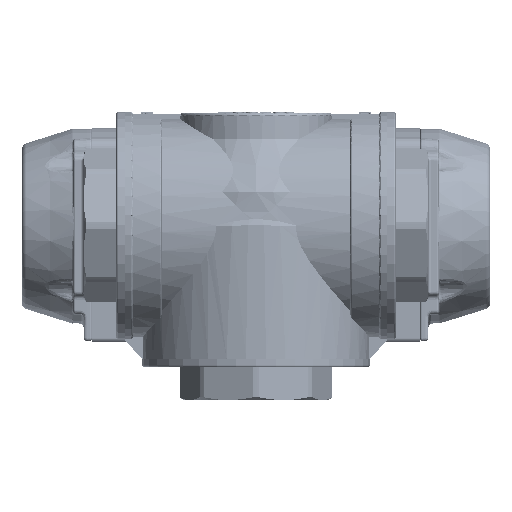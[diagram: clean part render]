
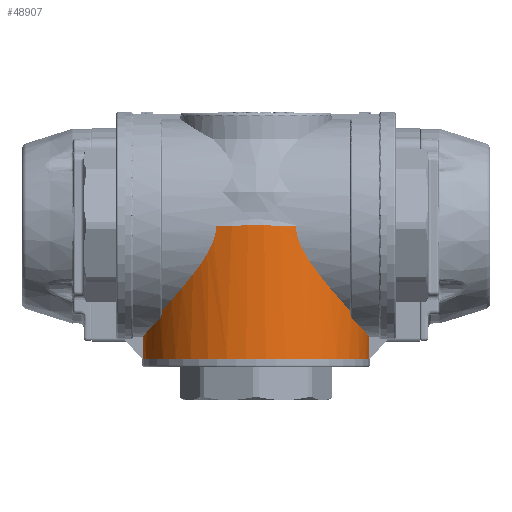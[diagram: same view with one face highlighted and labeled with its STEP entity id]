
A CAD part, top view. The second image highlights one B-rep face of the part: STEP entity #48907.
In plain terms, the highlighted cylindrical face has radius 55.5 mm (diameter 111 mm), a partial arc.
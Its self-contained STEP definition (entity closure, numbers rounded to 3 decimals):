
#3067=LINE('',#81245,#6117);
#3087=LINE('',#81389,#6137);
#3088=LINE('',#81417,#6138);
#3089=LINE('',#81434,#6139);
#6117=VECTOR('',#57254,1000.);
#6137=VECTOR('',#57296,1000.);
#6138=VECTOR('',#57299,1000.);
#6139=VECTOR('',#57300,1000.);
#9359=B_SPLINE_CURVE_WITH_KNOTS('',3,(#81374,#81375,#81376,#81377,#81378,
#81379,#81380),.UNSPECIFIED.,.F.,.F.,(4,1,1,1,4),(0.,
0.007,0.014,0.021,0.027),
 .UNSPECIFIED.);
#9360=B_SPLINE_CURVE_WITH_KNOTS('',3,(#81382,#81383,#81384,#81385,#81386,
#81387),.UNSPECIFIED.,.F.,.F.,(4,1,1,4),(0.,0.001,0.002,
0.003),.UNSPECIFIED.);
#9361=B_SPLINE_CURVE_WITH_KNOTS('',3,(#81391,#81392,#81393,#81394,#81395,
#81396,#81397,#81398,#81399,#81400),.UNSPECIFIED.,.F.,.F.,(4,1,1,1,1,1,
1,4),(0.,0.014,0.021,0.028,
0.035,0.041,0.048,0.055),
 .UNSPECIFIED.);
#9362=B_SPLINE_CURVE_WITH_KNOTS('',3,(#81404,#81405,#81406,#81407,#81408,
#81409,#81410,#81411,#81412,#81413,#81414,#81415),.UNSPECIFIED.,.F.,.F.,
(4,1,1,1,1,1,1,1,1,4),(0.,0.007,0.01,
0.014,0.017,0.021,0.028,
0.042,0.049,0.056),.UNSPECIFIED.);
#9363=B_SPLINE_CURVE_WITH_KNOTS('',3,(#81419,#81420,#81421,#81422,#81423,
#81424),.UNSPECIFIED.,.F.,.F.,(4,1,1,4),(0.,0.001,
0.002,0.003),.UNSPECIFIED.);
#9364=B_SPLINE_CURVE_WITH_KNOTS('',3,(#81426,#81427,#81428,#81429,#81430,
#81431,#81432),.UNSPECIFIED.,.F.,.F.,(4,1,1,1,4),(0.,0.007,
0.014,0.021,0.028),.UNSPECIFIED.);
#11918=ORIENTED_EDGE('',*,*,#26702,.F.);
#11919=ORIENTED_EDGE('',*,*,#26694,.F.);
#11920=ORIENTED_EDGE('',*,*,#26727,.T.);
#11921=ORIENTED_EDGE('',*,*,#26728,.T.);
#11922=ORIENTED_EDGE('',*,*,#26729,.F.);
#11923=ORIENTED_EDGE('',*,*,#26730,.T.);
#11924=ORIENTED_EDGE('',*,*,#26731,.F.);
#11925=ORIENTED_EDGE('',*,*,#26732,.T.);
#11926=ORIENTED_EDGE('',*,*,#26733,.T.);
#11927=ORIENTED_EDGE('',*,*,#26734,.T.);
#11928=ORIENTED_EDGE('',*,*,#26735,.T.);
#11929=ORIENTED_EDGE('',*,*,#26736,.T.);
#26694=EDGE_CURVE('',#34224,#34225,#3067,.T.);
#26702=EDGE_CURVE('',#34225,#34231,#39020,.T.);
#26727=EDGE_CURVE('',#34224,#34252,#9359,.T.);
#26728=EDGE_CURVE('',#34252,#34253,#9360,.T.);
#26729=EDGE_CURVE('',#34254,#34253,#3087,.T.);
#26730=EDGE_CURVE('',#34254,#34255,#9361,.T.);
#26731=EDGE_CURVE('',#34256,#34255,#39024,.T.);
#26732=EDGE_CURVE('',#34256,#34257,#9362,.T.);
#26733=EDGE_CURVE('',#34257,#34258,#3088,.T.);
#26734=EDGE_CURVE('',#34258,#34259,#9363,.T.);
#26735=EDGE_CURVE('',#34259,#34260,#9364,.T.);
#26736=EDGE_CURVE('',#34260,#34231,#3089,.T.);
#34224=VERTEX_POINT('',#81244);
#34225=VERTEX_POINT('',#81246);
#34231=VERTEX_POINT('',#81262);
#34252=VERTEX_POINT('',#81381);
#34253=VERTEX_POINT('',#81388);
#34254=VERTEX_POINT('',#81390);
#34255=VERTEX_POINT('',#81401);
#34256=VERTEX_POINT('',#81403);
#34257=VERTEX_POINT('',#81416);
#34258=VERTEX_POINT('',#81418);
#34259=VERTEX_POINT('',#81425);
#34260=VERTEX_POINT('',#81433);
#39020=CIRCLE('',#52195,55.5);
#39024=CIRCLE('',#52203,55.5);
#41418=EDGE_LOOP('',(#11918,#11919,#11920,#11921,#11922,#11923,#11924,#11925,
#11926,#11927,#11928,#11929));
#44907=FACE_BOUND('',#41418,.T.);
#48253=CYLINDRICAL_SURFACE('',#52202,55.5);
#48907=ADVANCED_FACE('',(#44907),#48253,.T.);
#52195=AXIS2_PLACEMENT_3D('',#81261,#57267,#57268);
#52202=AXIS2_PLACEMENT_3D('',#81373,#57294,#57295);
#52203=AXIS2_PLACEMENT_3D('',#81402,#57297,#57298);
#57254=DIRECTION('',(0.,-1.,0.));
#57267=DIRECTION('',(0.,-1.,0.));
#57268=DIRECTION('',(0.996,0.,0.09));
#57294=DIRECTION('',(0.,-1.,0.));
#57295=DIRECTION('',(0.,0.,1.));
#57296=DIRECTION('',(0.,-1.,0.));
#57297=DIRECTION('',(0.,1.,0.));
#57298=DIRECTION('',(-0.349,0.,0.937));
#57299=DIRECTION('',(0.,-1.,0.));
#57300=DIRECTION('',(0.,-1.,0.));
#81244=CARTESIAN_POINT('',(55.274,-54.019,5.));
#81245=CARTESIAN_POINT('',(55.274,-54.019,5.));
#81246=CARTESIAN_POINT('',(55.274,-65.,5.));
#81261=CARTESIAN_POINT('',(0.,-65.,0.));
#81262=CARTESIAN_POINT('',(-55.274,-65.,5.));
#81373=CARTESIAN_POINT('',(0.,61.,0.));
#81374=CARTESIAN_POINT('',(55.274,-54.019,5.));
#81375=CARTESIAN_POINT('',(55.065,-53.805,7.309));
#81376=CARTESIAN_POINT('',(54.37,-53.094,11.794));
#81377=CARTESIAN_POINT('',(52.574,-51.254,18.184));
#81378=CARTESIAN_POINT('',(50.084,-48.697,24.192));
#81379=CARTESIAN_POINT('',(48.082,-46.635,27.794));
#81380=CARTESIAN_POINT('',(47.,-45.517,29.517));
#81381=CARTESIAN_POINT('',(47.,-45.517,29.517));
#81382=CARTESIAN_POINT('',(47.,-45.517,29.517));
#81383=CARTESIAN_POINT('',(46.764,-45.274,29.892));
#81384=CARTESIAN_POINT('',(46.442,-44.808,30.39));
#81385=CARTESIAN_POINT('',(46.108,-43.995,30.893));
#81386=CARTESIAN_POINT('',(46.,-43.514,31.052));
#81387=CARTESIAN_POINT('',(46.,-43.259,31.052));
#81388=CARTESIAN_POINT('',(46.,-43.259,31.052));
#81389=CARTESIAN_POINT('',(46.,-41.71,31.052));
#81390=CARTESIAN_POINT('',(46.,-41.71,31.052));
#81391=CARTESIAN_POINT('',(46.,-41.71,31.052));
#81392=CARTESIAN_POINT('',(43.764,-39.244,34.365));
#81393=CARTESIAN_POINT('',(40.121,-35.174,38.628));
#81394=CARTESIAN_POINT('',(34.94,-29.1,43.222));
#81395=CARTESIAN_POINT('',(30.931,-24.161,46.165));
#81396=CARTESIAN_POINT('',(26.995,-18.905,48.558));
#81397=CARTESIAN_POINT('',(23.325,-13.246,50.408));
#81398=CARTESIAN_POINT('',(20.307,-7.006,51.67));
#81399=CARTESIAN_POINT('',(19.397,-2.36,52.));
#81400=CARTESIAN_POINT('',(19.397,0.,52.));
#81401=CARTESIAN_POINT('',(19.397,0.,52.));
#81402=CARTESIAN_POINT('',(0.,0.,0.));
#81403=CARTESIAN_POINT('',(-19.397,0.,52.));
#81404=CARTESIAN_POINT('',(-19.397,0.,52.));
#81405=CARTESIAN_POINT('',(-19.397,-2.367,52.));
#81406=CARTESIAN_POINT('',(-20.055,-5.773,51.761));
#81407=CARTESIAN_POINT('',(-21.809,-10.097,51.044));
#81408=CARTESIAN_POINT('',(-23.378,-13.124,50.347));
#81409=CARTESIAN_POINT('',(-25.124,-16.018,49.502));
#81410=CARTESIAN_POINT('',(-27.62,-19.741,48.177));
#81411=CARTESIAN_POINT('',(-32.21,-25.866,45.388));
#81412=CARTESIAN_POINT('',(-37.492,-32.137,41.201));
#81413=CARTESIAN_POINT('',(-42.543,-37.879,35.793));
#81414=CARTESIAN_POINT('',(-44.885,-40.481,32.704));
#81415=CARTESIAN_POINT('',(-46.,-41.71,31.052));
#81416=CARTESIAN_POINT('',(-46.,-41.71,31.052));
#81417=CARTESIAN_POINT('',(-46.,-41.71,31.052));
#81418=CARTESIAN_POINT('',(-46.,-43.259,31.052));
#81419=CARTESIAN_POINT('',(-46.,-43.259,31.052));
#81420=CARTESIAN_POINT('',(-46.,-43.516,31.052));
#81421=CARTESIAN_POINT('',(-46.107,-43.993,30.893));
#81422=CARTESIAN_POINT('',(-46.441,-44.806,30.392));
#81423=CARTESIAN_POINT('',(-46.764,-45.274,29.892));
#81424=CARTESIAN_POINT('',(-47.,-45.517,29.517));
#81425=CARTESIAN_POINT('',(-47.,-45.517,29.517));
#81426=CARTESIAN_POINT('',(-47.,-45.517,29.517));
#81427=CARTESIAN_POINT('',(-48.081,-46.634,27.795));
#81428=CARTESIAN_POINT('',(-50.079,-48.691,24.196));
#81429=CARTESIAN_POINT('',(-52.545,-51.223,18.27));
#81430=CARTESIAN_POINT('',(-54.373,-53.097,11.796));
#81431=CARTESIAN_POINT('',(-55.066,-53.806,7.307));
#81432=CARTESIAN_POINT('',(-55.274,-54.019,5.));
#81433=CARTESIAN_POINT('',(-55.274,-54.019,5.));
#81434=CARTESIAN_POINT('',(-55.274,-54.019,5.));
